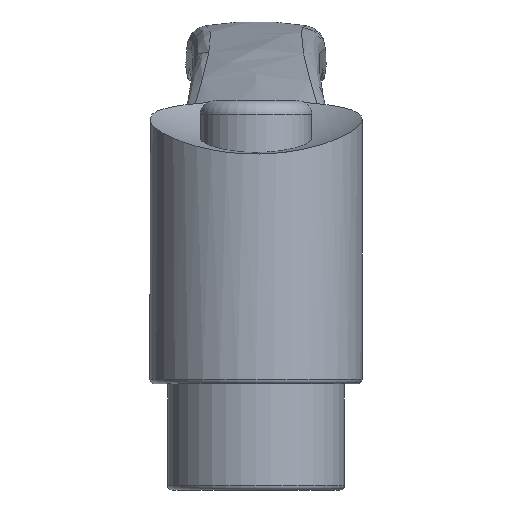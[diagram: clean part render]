
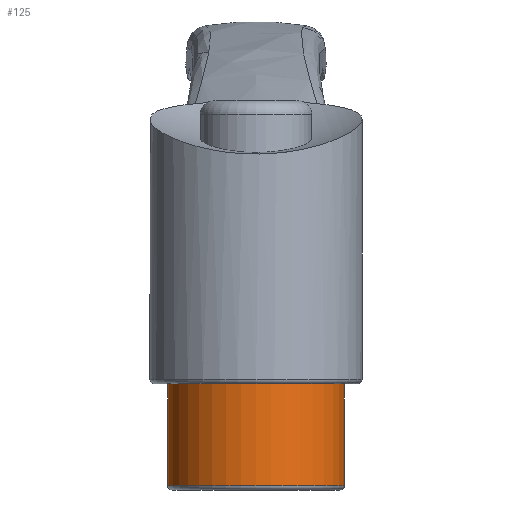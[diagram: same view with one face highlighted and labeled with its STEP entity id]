
A CAD part, left-side view. The second image highlights one B-rep face of the part: STEP entity #125.
In plain terms, the highlighted cylindrical face has radius 10 mm (diameter 20 mm), a full revolution.
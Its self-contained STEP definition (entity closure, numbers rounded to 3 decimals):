
#125 = ADVANCED_FACE( '', ( #289, #290 ), #291, .T. );
#289 = FACE_OUTER_BOUND( '', #1452, .T. );
#290 = FACE_OUTER_BOUND( '', #1453, .T. );
#291 = CYLINDRICAL_SURFACE( '', #1454, 10. );
#1452 = EDGE_LOOP( '', ( #3943 ) );
#1453 = EDGE_LOOP( '', ( #3944 ) );
#1454 = AXIS2_PLACEMENT_3D( '', #3945, #3946, #3947 );
#3943 = ORIENTED_EDGE( '', *, *, #4316, .T. );
#3944 = ORIENTED_EDGE( '', *, *, #4317, .T. );
#3945 = CARTESIAN_POINT( '', ( 0., 0., -12. ) );
#3946 = DIRECTION( '', ( 0., 0., -1. ) );
#3947 = DIRECTION( '', ( 1., 0., 0. ) );
#4316 = EDGE_CURVE( '', #4567, #4567, #4568, .F. );
#4317 = EDGE_CURVE( '', #4569, #4569, #4570, .F. );
#4567 = VERTEX_POINT( '', #6135 );
#4568 = CIRCLE( '', #6136, 10. );
#4569 = VERTEX_POINT( '', #6137 );
#4570 = CIRCLE( '', #6138, 10. );
#6135 = CARTESIAN_POINT( '', ( -10., 0., -11.5 ) );
#6136 = AXIS2_PLACEMENT_3D( '', #6988, #6989, #6990 );
#6137 = CARTESIAN_POINT( '', ( 10., 0., 0. ) );
#6138 = AXIS2_PLACEMENT_3D( '', #6991, #6992, #6993 );
#6988 = CARTESIAN_POINT( '', ( 0., 0., -11.5 ) );
#6989 = DIRECTION( '', ( 0., 0., -1. ) );
#6990 = DIRECTION( '', ( -1., 0., 0. ) );
#6991 = CARTESIAN_POINT( '', ( 0., 0., 0. ) );
#6992 = DIRECTION( '', ( 0., 0., 1. ) );
#6993 = DIRECTION( '', ( 1., 0., 0. ) );
